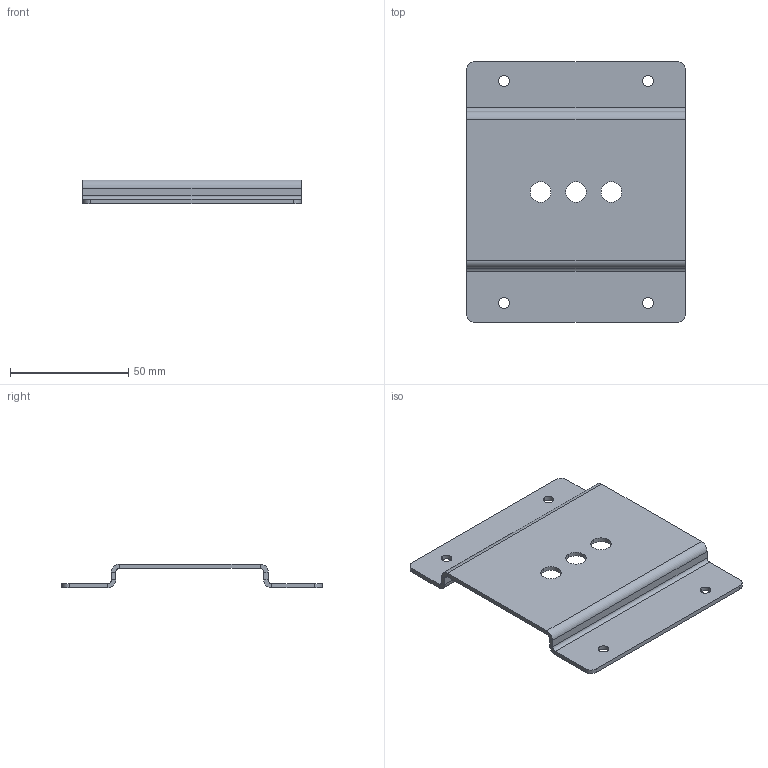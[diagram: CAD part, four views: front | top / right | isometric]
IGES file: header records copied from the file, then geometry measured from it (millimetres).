
Start section:  PTC IGES file: 155374.igs
Global section: file name: 155374.igs; native system: Pro/ENGINEER by Parametric Technology Corporation; preprocessor: 2009141; author: banengservice; organization: Unknown; date: 20110505.113228; units: inch
Bounding box: 92.46 x 110.24 x 10.16 mm (x, y, z)
Volume: 20822.5 mm3; surface area: 23216.3 mm2
Topology: 1 solids, 1 shells, 56 faces, 130 edges, 76 vertices
Faces by surface type: bspline 30, revolution 26
